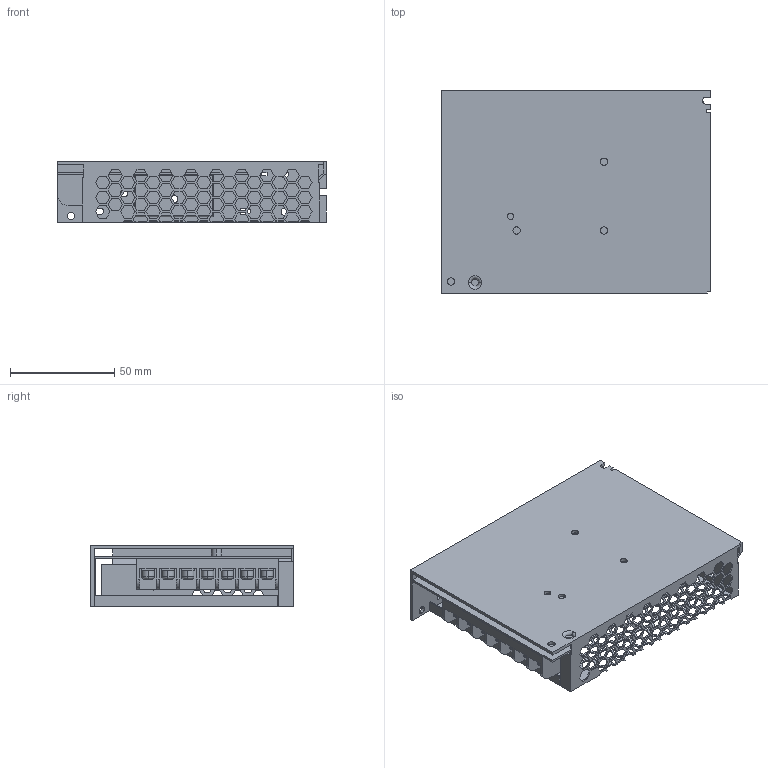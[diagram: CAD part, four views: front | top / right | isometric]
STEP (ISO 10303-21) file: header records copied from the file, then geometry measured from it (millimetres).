
FILE_DESCRIPTION (( 'STEP AP214' ), '1' );
FILE_NAME ('F610LSM-9.5-7P.STEP', '2025-03-28T06:52:18', ( '' ), ( '' ), 'SwSTEP 2.0', 'SolidWorks 2020', '' );
FILE_SCHEMA (( 'AUTOMOTIVE_DESIGN' ));
Length unit declared in the file: millimetre
Products named in the file (1): F610LSM-9.5-7P
Bounding box: 129 x 97 x 29.1 mm (x, y, z)
Volume: 52235.2 mm3; surface area: 78476.5 mm2
Topology: 1 solids, 1 shells, 1943 faces, 5794 edges, 3840 vertices
Faces by surface type: plane 1869, cylinder 54, torus 20
Entity records: 65280 total; most frequent: CARTESIAN_POINT 11852, ORIENTED_EDGE 11588, DIRECTION 9784, EDGE_CURVE 5794, LINE 5592, VECTOR 5592, VERTEX_POINT 3840, EDGE_LOOP 2510
